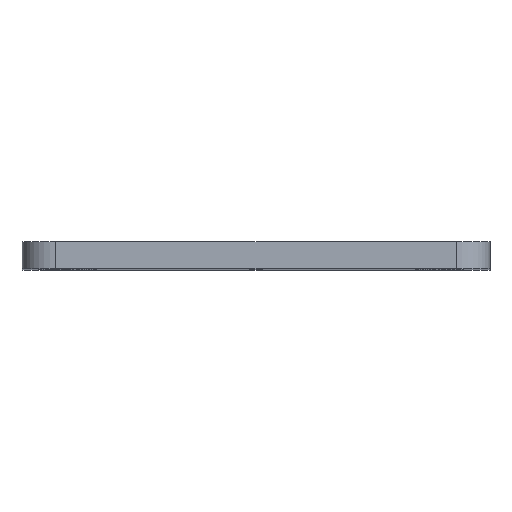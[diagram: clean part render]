
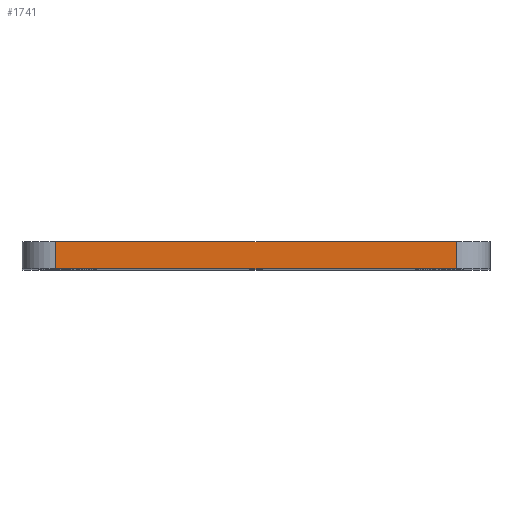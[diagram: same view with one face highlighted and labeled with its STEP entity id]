
A CAD part, top view. The second image highlights one B-rep face of the part: STEP entity #1741.
In plain terms, the highlighted planar face has unit normal (0, 0, 1).
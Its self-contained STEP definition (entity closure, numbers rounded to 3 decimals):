
#70 = ORIENTED_EDGE ( 'NONE', *, *, #913, .T. ) ;
#190 = EDGE_CURVE ( 'NONE', #1065, #1719, #1777, .T. ) ;
#200 = DIRECTION ( 'NONE',  ( 0., -1., 0. ) ) ;
#219 = VERTEX_POINT ( 'NONE', #1125 ) ;
#223 = EDGE_LOOP ( 'NONE', ( #1783, #462, #453, #70 ) ) ;
#235 = CARTESIAN_POINT ( 'NONE',  ( 59., 0., 109.5 ) ) ;
#400 = CARTESIAN_POINT ( 'NONE',  ( -59., 0., 109.5 ) ) ;
#453 = ORIENTED_EDGE ( 'NONE', *, *, #190, .F. ) ;
#462 = ORIENTED_EDGE ( 'NONE', *, *, #1574, .T. ) ;
#532 = VERTEX_POINT ( 'NONE', #1688 ) ;
#545 = DIRECTION ( 'NONE',  ( 0., 0., 1. ) ) ;
#593 = DIRECTION ( 'NONE',  ( 0., 1., 0. ) ) ;
#653 = LINE ( 'NONE', #1301, #990 ) ;
#660 = VECTOR ( 'NONE', #593, 1000. ) ;
#798 = AXIS2_PLACEMENT_3D ( 'NONE', #1400, #545, #1555 ) ;
#838 = DIRECTION ( 'NONE',  ( -1., 0., 0. ) ) ;
#877 = VECTOR ( 'NONE', #1168, 1000. ) ;
#913 = EDGE_CURVE ( 'NONE', #1065, #532, #1521, .T. ) ;
#979 = VECTOR ( 'NONE', #838, 1000. ) ;
#990 = VECTOR ( 'NONE', #200, 1000. ) ;
#1065 = VERTEX_POINT ( 'NONE', #235 ) ;
#1113 = FACE_OUTER_BOUND ( 'NONE', #223, .T. ) ;
#1125 = CARTESIAN_POINT ( 'NONE',  ( -59., 8., 109.5 ) ) ;
#1158 = EDGE_CURVE ( 'NONE', #532, #219, #1299, .T. ) ;
#1168 = DIRECTION ( 'NONE',  ( -1., 0., 0. ) ) ;
#1299 = LINE ( 'NONE', #1720, #877 ) ;
#1301 = CARTESIAN_POINT ( 'NONE',  ( -59., 0., 109.5 ) ) ;
#1400 = CARTESIAN_POINT ( 'NONE',  ( 69., 0., 109.5 ) ) ;
#1479 = CARTESIAN_POINT ( 'NONE',  ( 59., 8., 109.5 ) ) ;
#1521 = LINE ( 'NONE', #1479, #660 ) ;
#1541 = PLANE ( 'NONE',  #798 ) ;
#1545 = CARTESIAN_POINT ( 'NONE',  ( 69., 0., 109.5 ) ) ;
#1555 = DIRECTION ( 'NONE',  ( 1., 0., 0. ) ) ;
#1574 = EDGE_CURVE ( 'NONE', #219, #1719, #653, .T. ) ;
#1688 = CARTESIAN_POINT ( 'NONE',  ( 59., 8., 109.5 ) ) ;
#1719 = VERTEX_POINT ( 'NONE', #400 ) ;
#1720 = CARTESIAN_POINT ( 'NONE',  ( 69., 8., 109.5 ) ) ;
#1741 = ADVANCED_FACE ( 'NONE', ( #1113 ), #1541, .T. ) ;
#1777 = LINE ( 'NONE', #1545, #979 ) ;
#1783 = ORIENTED_EDGE ( 'NONE', *, *, #1158, .T. ) ;
